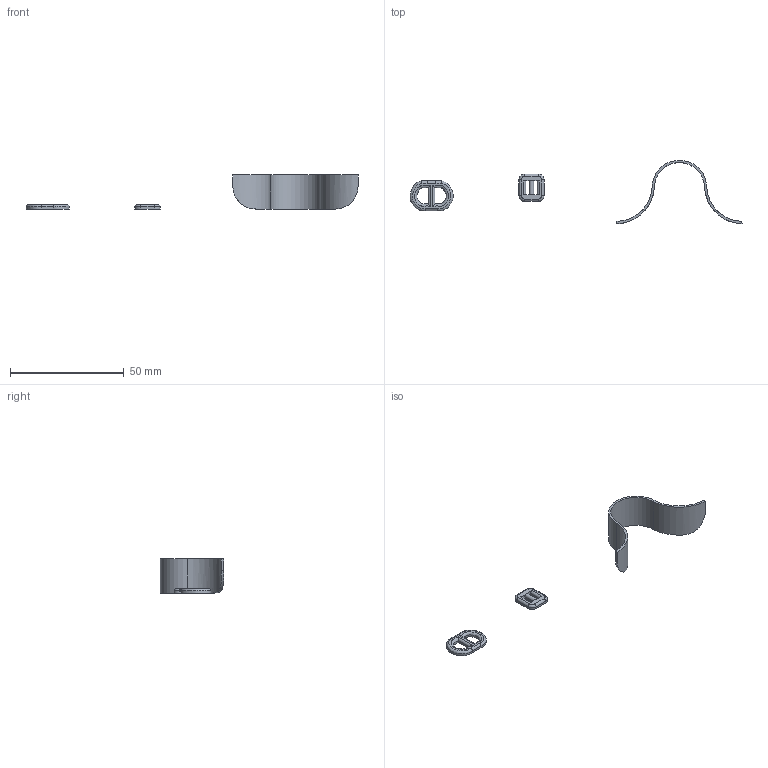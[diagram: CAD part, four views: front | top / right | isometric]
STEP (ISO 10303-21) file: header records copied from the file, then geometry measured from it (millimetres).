
FILE_DESCRIPTION(/* description */ (''),/* implementation_level */ '2;1');
FILE_NAME(/* name */ '201222-MaskParts.step',/* time_stamp */ '2020-12-22T13:05:25-08:00',/* author */ (''),/* organization */ (''),/* preprocessor_version */ 'ST-DEVELOPER v18.1',/* originating_system */ 'Autodesk Translation Framework v9.7.1.1290',/* authorisation */ '');
FILE_SCHEMA (('AUTOMOTIVE_DESIGN { 1 0 10303 214 3 1 1 }'));
Length unit declared in the file: millimetre
Products named in the file (1): 200529-MaskRings
Bounding box: 145.91 x 27.82 x 15 mm (x, y, z)
Volume: 1713.8 mm3; surface area: 3435.6 mm2
Topology: 3 solids, 3 shells, 63 faces, 154 edges, 96 vertices
Faces by surface type: cylinder 23, plane 22, bspline 12, torus 6
Entity records: 3405 total; most frequent: CARTESIAN_POINT 1936, ORIENTED_EDGE 308, DIRECTION 276, EDGE_CURVE 154, AXIS2_PLACEMENT_3D 100, VERTEX_POINT 96, LINE 76, VECTOR 76
